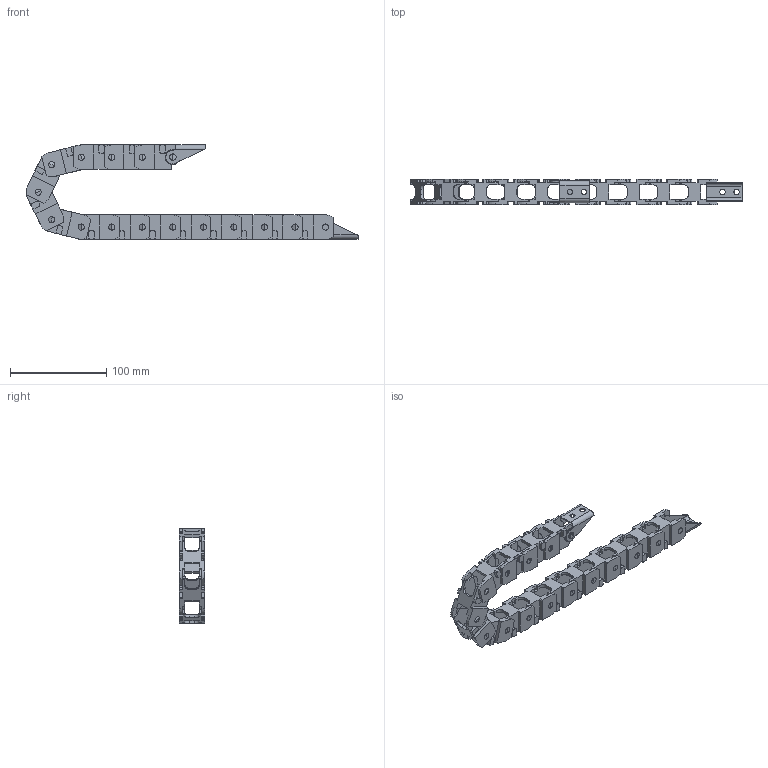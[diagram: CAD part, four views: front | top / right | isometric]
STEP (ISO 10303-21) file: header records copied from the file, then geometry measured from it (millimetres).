
FILE_DESCRIPTION((''),'2;1');
FILE_NAME('101P1-14.stp','2014-01-04T11:22:05',('kpea'),(''),'Autodesk Inventor 2013','Autodesk Inventor 2013','');
FILE_SCHEMA(('AUTOMOTIVE_DESIGN { 1 0 10303 214 1 1 1 1 }'));
Length unit declared in the file: inch
Products named in the file (1): 101P-I-1.4_1
Bounding box: 345.08 x 26.67 x 98.27 mm (x, y, z)
Volume: 132103.2 mm3; surface area: 105088.9 mm2
Topology: 17 solids, 17 shells, 1132 faces, 3258 edges, 2132 vertices
Faces by surface type: plane 624, cylinder 478, cone 30
Full cylindrical faces by diameter (mm): 5.563 x4, 6.299 x2, 6.35 x60, 6.756 x2
Entity records: 37620 total; most frequent: DIRECTION 6416, CARTESIAN_POINT 6341, ORIENTED_EDGE 6200, EDGE_CURVE 3100, AXIS2_PLACEMENT_3D 2187, VERTEX_POINT 2072, VECTOR 2042, LINE 2042
